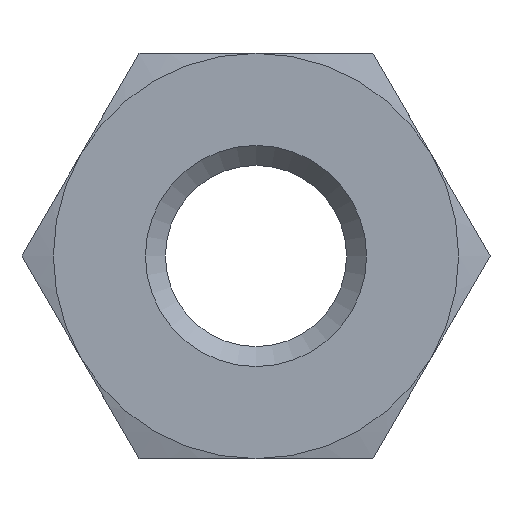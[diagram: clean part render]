
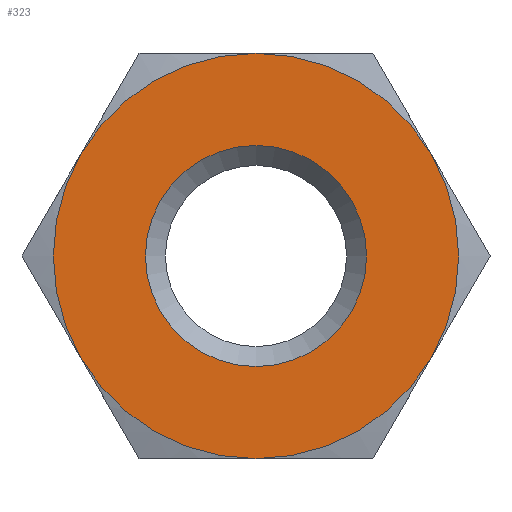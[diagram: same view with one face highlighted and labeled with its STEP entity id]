
A CAD part, left-side view. The second image highlights one B-rep face of the part: STEP entity #323.
In plain terms, the highlighted planar face has unit normal (-1, 0, 0).
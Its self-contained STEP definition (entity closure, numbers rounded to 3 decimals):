
#33=PLANE('',#365);
#41=CIRCLE('',#354,2.75);
#42=CIRCLE('',#356,2.75);
#43=CIRCLE('',#358,2.75);
#44=CIRCLE('',#360,2.75);
#45=CIRCLE('',#362,2.75);
#46=CIRCLE('',#364,2.75);
#47=CIRCLE('',#366,1.5);
#75=ORIENTED_EDGE('',*,*,#156,.F.);
#76=ORIENTED_EDGE('',*,*,#158,.F.);
#77=ORIENTED_EDGE('',*,*,#161,.F.);
#78=ORIENTED_EDGE('',*,*,#164,.F.);
#79=ORIENTED_EDGE('',*,*,#151,.F.);
#80=ORIENTED_EDGE('',*,*,#152,.F.);
#81=ORIENTED_EDGE('',*,*,#167,.T.);
#151=EDGE_CURVE('',#197,#195,#41,.T.);
#152=EDGE_CURVE('',#198,#197,#42,.T.);
#156=EDGE_CURVE('',#201,#198,#43,.T.);
#158=EDGE_CURVE('',#202,#201,#44,.T.);
#161=EDGE_CURVE('',#204,#202,#45,.T.);
#164=EDGE_CURVE('',#195,#204,#46,.T.);
#167=EDGE_CURVE('',#207,#207,#47,.T.);
#195=VERTEX_POINT('',#484);
#197=VERTEX_POINT('',#490);
#198=VERTEX_POINT('',#494);
#201=VERTEX_POINT('',#510);
#202=VERTEX_POINT('',#518);
#204=VERTEX_POINT('',#530);
#207=VERTEX_POINT('',#553);
#253=EDGE_LOOP('',(#75,#76,#77,#78,#79,#80));
#254=EDGE_LOOP('',(#81));
#281=FACE_BOUND('',#253,.T.);
#282=FACE_BOUND('',#254,.T.);
#323=ADVANCED_FACE('',(#281,#282),#33,.F.);
#354=AXIS2_PLACEMENT_3D('',#491,#396,#397);
#356=AXIS2_PLACEMENT_3D('',#493,#400,#401);
#358=AXIS2_PLACEMENT_3D('',#511,#404,#405);
#360=AXIS2_PLACEMENT_3D('',#517,#408,#409);
#362=AXIS2_PLACEMENT_3D('',#529,#412,#413);
#364=AXIS2_PLACEMENT_3D('',#541,#416,#417);
#365=AXIS2_PLACEMENT_3D('',#551,#418,#419);
#366=AXIS2_PLACEMENT_3D('',#552,#420,#421);
#396=DIRECTION('',(1.,0.,0.));
#397=DIRECTION('',(0.,1.,0.));
#400=DIRECTION('',(1.,0.,0.));
#401=DIRECTION('',(0.,1.,0.));
#404=DIRECTION('',(1.,0.,0.));
#405=DIRECTION('',(0.,1.,0.));
#408=DIRECTION('',(1.,0.,0.));
#409=DIRECTION('',(0.,1.,0.));
#412=DIRECTION('',(1.,0.,0.));
#413=DIRECTION('',(0.,1.,0.));
#416=DIRECTION('',(1.,0.,0.));
#417=DIRECTION('',(0.,1.,0.));
#418=DIRECTION('',(1.,0.,0.));
#419=DIRECTION('',(0.,0.,-1.));
#420=DIRECTION('',(1.,0.,0.));
#421=DIRECTION('',(0.,0.,-1.));
#484=CARTESIAN_POINT('',(0.,-2.382,1.375));
#490=CARTESIAN_POINT('',(0.,0.,2.75));
#491=CARTESIAN_POINT('',(0.,0.,0.));
#493=CARTESIAN_POINT('',(0.,0.,0.));
#494=CARTESIAN_POINT('',(0.,2.382,1.375));
#510=CARTESIAN_POINT('',(0.,2.382,-1.375));
#511=CARTESIAN_POINT('',(0.,0.,0.));
#517=CARTESIAN_POINT('',(0.,0.,0.));
#518=CARTESIAN_POINT('',(0.,0.,-2.75));
#529=CARTESIAN_POINT('',(0.,0.,0.));
#530=CARTESIAN_POINT('',(0.,-2.382,-1.375));
#541=CARTESIAN_POINT('',(0.,0.,0.));
#551=CARTESIAN_POINT('',(0.,0.,0.));
#552=CARTESIAN_POINT('',(0.,0.,0.));
#553=CARTESIAN_POINT('',(0.,0.,-1.5));
